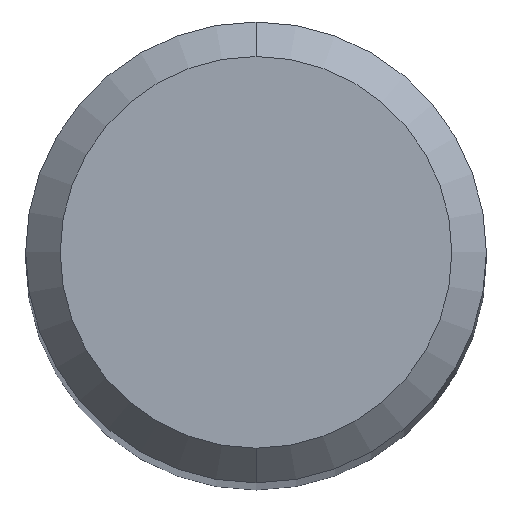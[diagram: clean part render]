
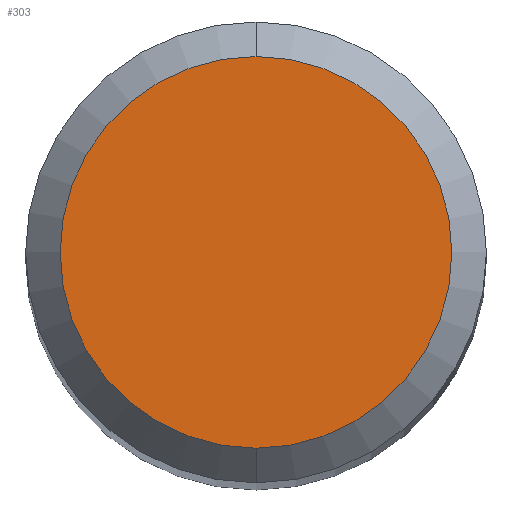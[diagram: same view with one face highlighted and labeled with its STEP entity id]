
A CAD part, top view. The second image highlights one B-rep face of the part: STEP entity #303.
In plain terms, the highlighted planar face has unit normal (0, 0, 1).
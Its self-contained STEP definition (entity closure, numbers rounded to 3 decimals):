
#217=VERTEX_POINT('',#527);
#273=EDGE_CURVE('',#401,#217,#590,.T.);
#303=ADVANCED_FACE('',(#620),#621,.T.);
#401=VERTEX_POINT('',#728);
#435=EDGE_CURVE('',#217,#401,#765,.T.);
#527=CARTESIAN_POINT('',(0.,-1.7,0.0));
#590=CIRCLE('',#1025,1.7);
#620=FACE_OUTER_BOUND('',#1107,.T.);
#621=PLANE('',#1108);
#728=CARTESIAN_POINT('',(0.0,1.7,0.0));
#765=CIRCLE('',#1398,1.7);
#1025=AXIS2_PLACEMENT_3D('',#1559,#1560,#1561);
#1107=EDGE_LOOP('',(#1577,#1578));
#1108=AXIS2_PLACEMENT_3D('',#1579,#1580,#1581);
#1398=AXIS2_PLACEMENT_3D('',#1722,#1723,#1724);
#1559=CARTESIAN_POINT('',(0.0,0.0,0.0));
#1560=DIRECTION('',(0.0,0.0,-1.0));
#1561=DIRECTION('',(0.0,1.0,0.0));
#1577=ORIENTED_EDGE('',*,*,#273,.F.);
#1578=ORIENTED_EDGE('',*,*,#435,.F.);
#1579=CARTESIAN_POINT('',(0.0,0.85,0.0));
#1580=DIRECTION('',(-0.0,0.0,1.0));
#1581=DIRECTION('',(0.0,-1.0,0.0));
#1722=CARTESIAN_POINT('',(0.0,0.0,0.0));
#1723=DIRECTION('',(0.0,0.0,-1.0));
#1724=DIRECTION('',(0.0,1.0,0.0));
